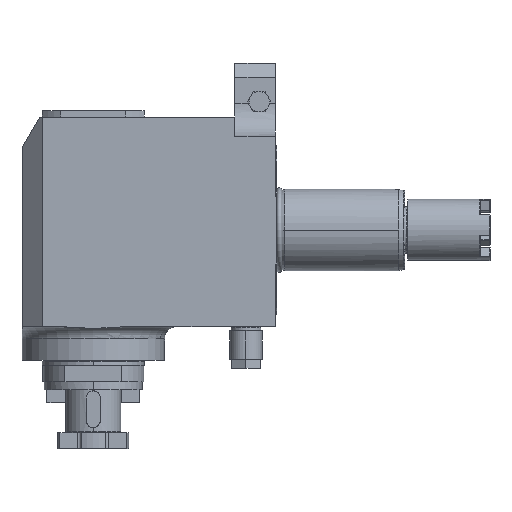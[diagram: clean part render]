
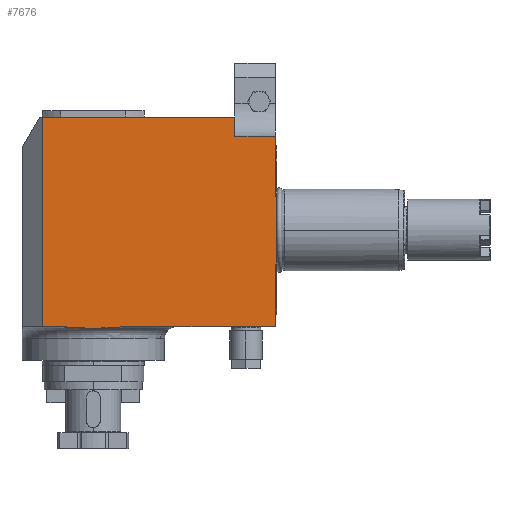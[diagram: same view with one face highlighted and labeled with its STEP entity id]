
A CAD part, front view. The second image highlights one B-rep face of the part: STEP entity #7676.
In plain terms, the highlighted planar face has unit normal (0, -1, 0).
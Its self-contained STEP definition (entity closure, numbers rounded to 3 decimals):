
#1193=CARTESIAN_POINT('',(-105.395,-38.,-47.5));
#1194=CARTESIAN_POINT('',(-104.852,-38.,-47.5));
#1195=CARTESIAN_POINT('',(-103.747,-38.,-47.521));
#1196=CARTESIAN_POINT('',(-102.016,-38.,-47.604));
#1197=CARTESIAN_POINT('',(-100.27,-38.,-47.725));
#1198=CARTESIAN_POINT('',(-98.546,-38.,-47.861));
#1199=CARTESIAN_POINT('',(-96.873,-38.,-47.996));
#1200=CARTESIAN_POINT('',(-95.263,-38.,-48.114));
#1201=CARTESIAN_POINT('',(-93.712,-38.,-48.208));
#1202=CARTESIAN_POINT('',(-92.207,-38.,-48.273));
#1203=CARTESIAN_POINT('',(-90.732,-38.,-48.305));
#1204=CARTESIAN_POINT('',(-89.267,-38.,-48.305));
#1205=CARTESIAN_POINT('',(-87.792,-38.,-48.273));
#1206=CARTESIAN_POINT('',(-86.288,-38.,-48.208));
#1207=CARTESIAN_POINT('',(-84.737,-38.,-48.114));
#1208=CARTESIAN_POINT('',(-83.126,-38.,-47.995));
#1209=CARTESIAN_POINT('',(-81.454,-38.,-47.861));
#1210=CARTESIAN_POINT('',(-79.73,-38.,-47.724));
#1211=CARTESIAN_POINT('',(-77.983,-38.,-47.604));
#1212=CARTESIAN_POINT('',(-76.252,-38.,-47.521));
#1213=CARTESIAN_POINT('',(-75.148,-38.,-47.5));
#1214=CARTESIAN_POINT('',(-74.605,-38.,-47.5));
#1216=DIRECTION('',(1.,0.,0.));
#1217=VECTOR('',#1216,9.418);
#1218=CARTESIAN_POINT('',(-114.812,-38.,-47.5));
#1219=LINE('',#1218,#1217);
#1220=DIRECTION('',(0.,0.,-1.));
#1221=VECTOR('',#1220,103.);
#1222=CARTESIAN_POINT('',(-114.812,-38.,55.5));
#1223=LINE('',#1222,#1221);
#1224=DIRECTION('',(1.,0.,0.));
#1225=VECTOR('',#1224,94.312);
#1226=CARTESIAN_POINT('',(-114.812,-38.,55.5));
#1227=LINE('',#1226,#1225);
#1228=DIRECTION('',(0.,0.,1.));
#1229=VECTOR('',#1228,9.5);
#1230=CARTESIAN_POINT('',(-20.5,-38.,46.));
#1231=LINE('',#1230,#1229);
#1232=DIRECTION('',(1.,0.,0.));
#1233=VECTOR('',#1232,20.);
#1234=CARTESIAN_POINT('',(-20.5,-38.,46.));
#1235=LINE('',#1234,#1233);
#1236=DIRECTION('',(0.,0.,-1.));
#1237=VECTOR('',#1236,29.319);
#1238=CARTESIAN_POINT('',(-0.5,-38.,46.));
#1239=LINE('',#1238,#1237);
#1240=DIRECTION('',(-1.,0.,0.));
#1241=VECTOR('',#1240,0.5);
#1242=CARTESIAN_POINT('',(0.,-38.,16.681));
#1243=LINE('',#1242,#1241);
#1244=DIRECTION('',(0.,0.,1.));
#1245=VECTOR('',#1244,33.362);
#1246=CARTESIAN_POINT('',(0.,-38.,-16.681));
#1247=LINE('',#1246,#1245);
#1248=DIRECTION('',(-1.,0.,0.));
#1249=VECTOR('',#1248,0.5);
#1250=CARTESIAN_POINT('',(0.,-38.,-16.681));
#1251=LINE('',#1250,#1249);
#1252=DIRECTION('',(0.,0.,1.));
#1253=VECTOR('',#1252,30.819);
#1254=CARTESIAN_POINT('',(-0.5,-38.,-47.5));
#1255=LINE('',#1254,#1253);
#1270=DIRECTION('',(1.,0.,0.));
#1271=VECTOR('',#1270,74.105);
#1272=CARTESIAN_POINT('',(-74.605,-38.,-47.5));
#1273=LINE('',#1272,#1271);
#5608=CARTESIAN_POINT('',(-0.5,-38.,-47.5));
#5610=VERTEX_POINT('',#5608);
#5611=CARTESIAN_POINT('',(-0.5,-38.,-16.681));
#5612=VERTEX_POINT('',#5611);
#5613=CARTESIAN_POINT('',(0.,-38.,-16.681));
#5614=VERTEX_POINT('',#5613);
#5615=CARTESIAN_POINT('',(0.,-38.,16.681));
#5616=CARTESIAN_POINT('',(-0.5,-38.,16.681));
#5617=VERTEX_POINT('',#5615);
#5618=VERTEX_POINT('',#5616);
#5635=CARTESIAN_POINT('',(-20.5,-38.,46.));
#5636=CARTESIAN_POINT('',(-20.5,-38.,55.5));
#5637=VERTEX_POINT('',#5635);
#5638=VERTEX_POINT('',#5636);
#5699=CARTESIAN_POINT('',(-0.5,-38.,46.));
#5700=VERTEX_POINT('',#5699);
#5715=CARTESIAN_POINT('',(-114.812,-38.,55.5));
#5716=CARTESIAN_POINT('',(-114.812,-38.,-47.5));
#5717=VERTEX_POINT('',#5715);
#5718=VERTEX_POINT('',#5716);
#5735=CARTESIAN_POINT('',(-105.395,-38.,-47.5));
#5736=VERTEX_POINT('',#5735);
#5739=VERTEX_POINT('',#1214);
#7648=CARTESIAN_POINT('',(-53.5,-38.,-47.5));
#7649=DIRECTION('',(0.,-1.,0.));
#7650=DIRECTION('',(0.,0.,1.));
#7651=AXIS2_PLACEMENT_3D('',#7648,#7649,#7650);
#7652=PLANE('',#7651);
#7654=ORIENTED_EDGE('',*,*,#7653,.F.);
#7656=ORIENTED_EDGE('',*,*,#7655,.F.);
#7658=ORIENTED_EDGE('',*,*,#7657,.F.);
#7660=ORIENTED_EDGE('',*,*,#7659,.F.);
#7661=ORIENTED_EDGE('',*,*,#7608,.T.);
#7663=ORIENTED_EDGE('',*,*,#7662,.F.);
#7665=ORIENTED_EDGE('',*,*,#7664,.T.);
#7667=ORIENTED_EDGE('',*,*,#7666,.T.);
#7669=ORIENTED_EDGE('',*,*,#7668,.F.);
#7670=ORIENTED_EDGE('',*,*,#7545,.F.);
#7671=ORIENTED_EDGE('',*,*,#7568,.T.);
#7673=ORIENTED_EDGE('',*,*,#7672,.F.);
#7674=EDGE_LOOP('',(#7654,#7656,#7658,#7660,#7661,#7663,#7665,#7667,#7669,#7670,
#7671,#7673));
#7675=FACE_OUTER_BOUND('',#7674,.F.);
#7676=ADVANCED_FACE('',(#7675),#7652,.T.);
#1215=B_SPLINE_CURVE_WITH_KNOTS('',3,(#1193,#1194,#1195,#1196,#1197,#1198,#1199,
#1200,#1201,#1202,#1203,#1204,#1205,#1206,#1207,#1208,#1209,#1210,#1211,#1212,
#1213,#1214),.UNSPECIFIED.,.F.,.F.,(4,1,1,1,1,1,1,1,1,1,1,1,1,1,1,1,1,1,1,4),(
0.,0.053,0.105,0.158,0.211,
0.263,0.316,0.368,0.421,
0.474,0.526,0.579,0.632,
0.684,0.737,0.789,0.842,
0.895,0.947,1.),.UNSPECIFIED.);
#7545=EDGE_CURVE('',#5614,#5617,#1247,.T.);
#7568=EDGE_CURVE('',#5614,#5612,#1251,.T.);
#7608=EDGE_CURVE('',#5717,#5638,#1227,.T.);
#7653=EDGE_CURVE('',#5739,#5610,#1273,.T.);
#7655=EDGE_CURVE('',#5736,#5739,#1215,.T.);
#7657=EDGE_CURVE('',#5718,#5736,#1219,.T.);
#7659=EDGE_CURVE('',#5717,#5718,#1223,.T.);
#7662=EDGE_CURVE('',#5637,#5638,#1231,.T.);
#7664=EDGE_CURVE('',#5637,#5700,#1235,.T.);
#7666=EDGE_CURVE('',#5700,#5618,#1239,.T.);
#7668=EDGE_CURVE('',#5617,#5618,#1243,.T.);
#7672=EDGE_CURVE('',#5610,#5612,#1255,.T.);
